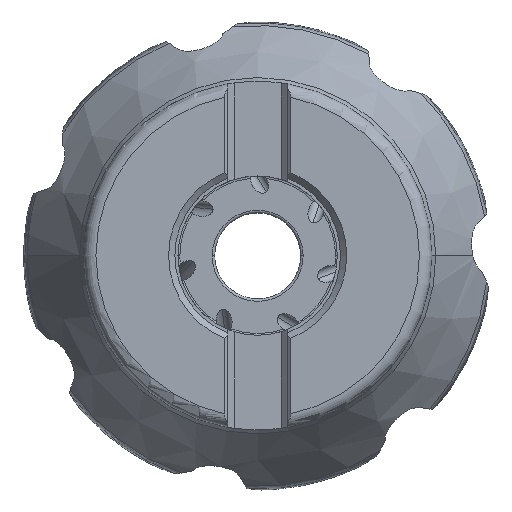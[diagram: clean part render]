
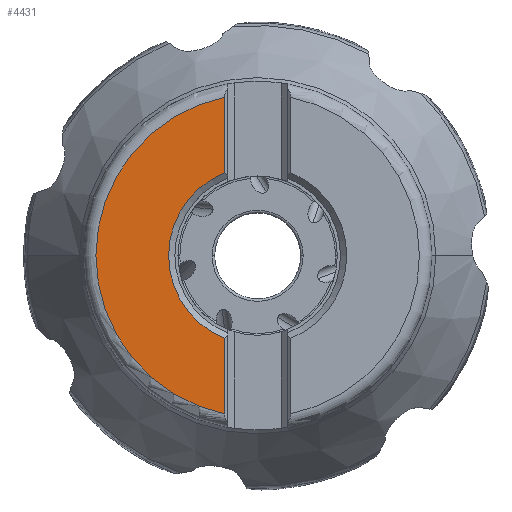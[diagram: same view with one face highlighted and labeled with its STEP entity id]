
A CAD part, top view. The second image highlights one B-rep face of the part: STEP entity #4431.
In plain terms, the highlighted planar face has unit normal (0, 0, 1).
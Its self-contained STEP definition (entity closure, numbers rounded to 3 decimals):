
#1070=LINE('',#45045,#1666);
#1071=LINE('',#45049,#1667);
#1666=VECTOR('',#19760,1.);
#1667=VECTOR('',#19763,1.);
#2405=FACE_OUTER_BOUND('',#5621,.T.);
#4431=ADVANCED_FACE('',(#2405),#5041,.T.);
#5041=PLANE('',#17140);
#5621=EDGE_LOOP('',(#8675,#8676,#8677,#8678));
#8675=ORIENTED_EDGE('',*,*,#14389,.T.);
#8676=ORIENTED_EDGE('',*,*,#14390,.F.);
#8677=ORIENTED_EDGE('',*,*,#14391,.T.);
#8678=ORIENTED_EDGE('',*,*,#14388,.F.);
#12290=VERTEX_POINT('',#45025);
#12293=VERTEX_POINT('',#45042);
#12294=VERTEX_POINT('',#45046);
#12295=VERTEX_POINT('',#45048);
#14388=EDGE_CURVE('',#12293,#12290,#15732,.T.);
#14389=EDGE_CURVE('',#12293,#12294,#1070,.T.);
#14390=EDGE_CURVE('',#12295,#12294,#15733,.T.);
#14391=EDGE_CURVE('',#12295,#12290,#1071,.T.);
#15732=CIRCLE('',#17137,14.2);
#15733=CIRCLE('',#17139,25.782);
#17137=AXIS2_PLACEMENT_3D('',#45043,#19756,#19757);
#17139=AXIS2_PLACEMENT_3D('',#45047,#19761,#19762);
#17140=AXIS2_PLACEMENT_3D('',#45050,#19764,#19765);
#19756=DIRECTION('',(0.,0.,1.));
#19757=DIRECTION('',(-0.371,0.929,0.));
#19760=DIRECTION('',(0.,1.,0.));
#19761=DIRECTION('',(0.,0.,-1.));
#19762=DIRECTION('',(-0.204,-0.979,0.));
#19763=DIRECTION('',(0.,1.,0.));
#19764=DIRECTION('',(0.,0.,1.));
#19765=DIRECTION('',(-1.,0.,0.));
#45025=CARTESIAN_POINT('',(-5.262,-13.189,0.));
#45042=CARTESIAN_POINT('',(-5.262,13.189,0.));
#45043=CARTESIAN_POINT('',(0.,0.,0.));
#45045=CARTESIAN_POINT('',(-5.263,13.189,0.));
#45046=CARTESIAN_POINT('',(-5.263,25.239,0.));
#45047=CARTESIAN_POINT('',(0.,0.,0.));
#45048=CARTESIAN_POINT('',(-5.262,-25.239,0.));
#45049=CARTESIAN_POINT('',(-5.262,-25.239,0.));
#45050=CARTESIAN_POINT('',(-15.523,0.,0.));
